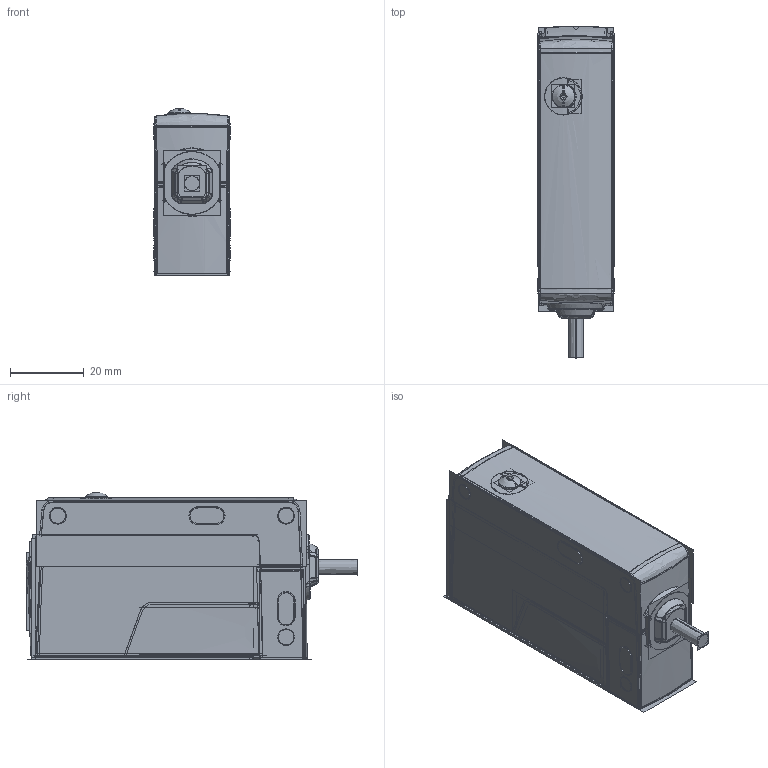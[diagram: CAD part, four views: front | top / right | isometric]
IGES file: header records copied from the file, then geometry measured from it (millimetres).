
Start section:  PTC IGES file: 215555.igs
Global section: file name: 215555.igs; native system: Creo Parametric by PTC Inc.; preprocessor: 2019292; author: PDMAdmin; organization: Unknown; date: 20200102.131758; units: millimetre
Bounding box: 20.9 x 90.13 x 45.5 mm (x, y, z)
Surface area: 142584.9 mm2
Topology: 1 solids, 1 shells, 726 faces, 4750 edges, 6737 vertices
Faces by surface type: revolution 372, bspline 354
